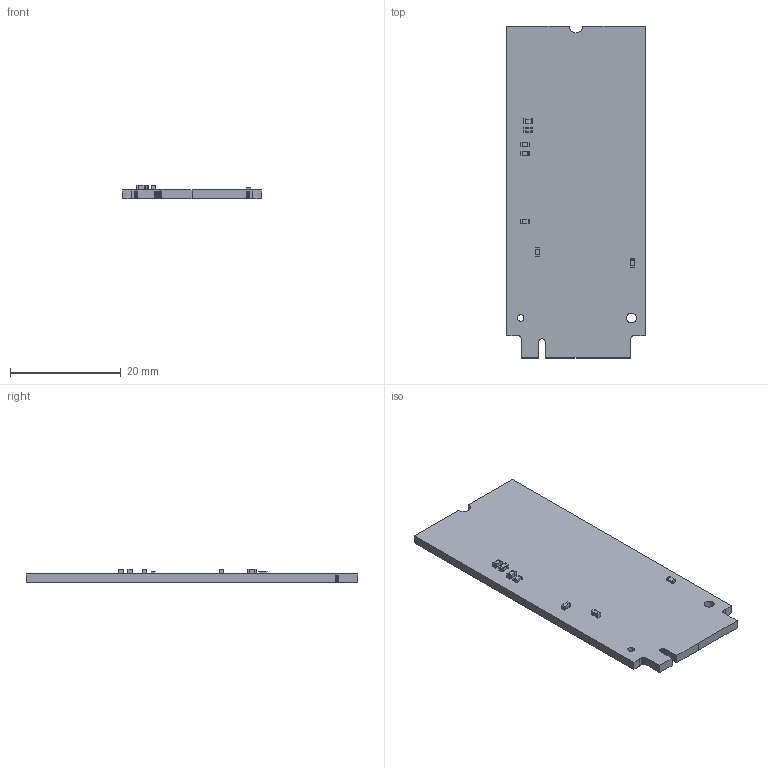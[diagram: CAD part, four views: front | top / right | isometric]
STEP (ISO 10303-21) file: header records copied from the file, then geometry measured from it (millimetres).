
FILE_DESCRIPTION(('KiCad electronic assembly'),'2;1');
FILE_NAME('Chimera_Nimean.step','2023-08-18T09:56:02',('Pcbnew'),( 'Kicad'),'Open CASCADE STEP processor 7.6','KiCad to STEP converter' ,'Unknown');
FILE_SCHEMA(('AUTOMOTIVE_DESIGN { 1 0 10303 214 1 1 1 1 }'));
Length unit declared in the file: millimetre
Products named in the file (6): Chimera_Nimean 1; C_0603_1608Metric; SOLID; R_0603_1608Metric; _autosave-Chimera_Nimean PCB
Assembly tree (10 placements, depth 3):
  Chimera_Nimean 1
    C_0603_1608Metric  x5
      SOLID
    R_0603_1608Metric  x2
      SOLID
    _autosave-Chimera_Nimean PCB
Bounding box: 25 x 60 x 2.43 mm (x, y, z)
Volume: 2327.3 mm3; surface area: 3274.7 mm2
Topology: 8 solids, 8 shells, 236 faces, 622 edges, 412 vertices
Faces by surface type: plane 157, cylinder 79
Full cylindrical faces by diameter (mm): 1.2 x1, 1.8 x1
Entity records: 7145 total; most frequent: CARTESIAN_POINT 1241, DIRECTION 1034, LINE 704, VECTOR 704, ORIENTED_EDGE 532, PCURVE 532, DEFINITIONAL_REPRESENTATION 532, EDGE_CURVE 266
